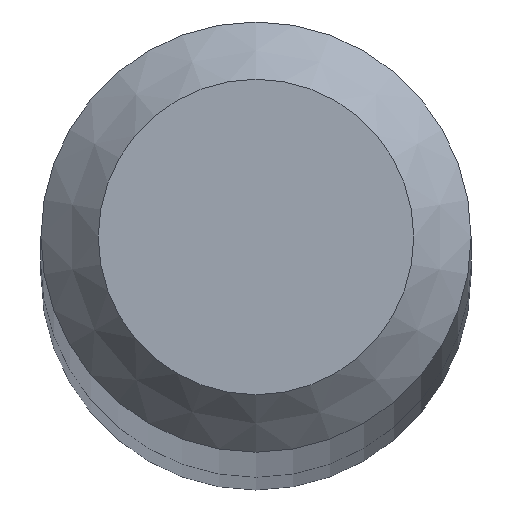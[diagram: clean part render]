
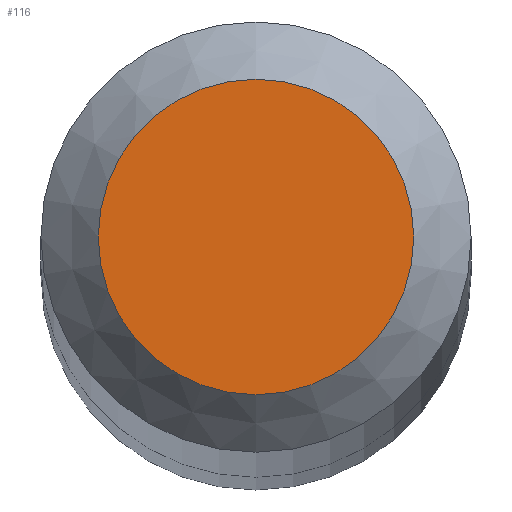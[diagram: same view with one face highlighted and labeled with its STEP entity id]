
A CAD part, top view. The second image highlights one B-rep face of the part: STEP entity #116.
In plain terms, the highlighted planar face has unit normal (0, 0, 1).
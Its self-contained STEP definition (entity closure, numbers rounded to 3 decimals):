
#15 = DIRECTION ( 'NONE',  ( 0., 0., -1. ) ) ;
#25 = DIRECTION ( 'NONE',  ( 0., 1., 0. ) ) ;
#29 = CARTESIAN_POINT ( 'NONE',  ( 0., 0., 38. ) ) ;
#39 = ORIENTED_EDGE ( 'NONE', *, *, #105, .F. ) ;
#44 = DIRECTION ( 'NONE',  ( 0., 1., 0. ) ) ;
#47 = FACE_OUTER_BOUND ( 'NONE', #152, .T. ) ;
#59 = VERTEX_POINT ( 'NONE', #62 ) ;
#62 = CARTESIAN_POINT ( 'NONE',  ( 0., 0.275, 38. ) ) ;
#82 = AXIS2_PLACEMENT_3D ( 'NONE', #29, #15, #25 ) ;
#105 = EDGE_CURVE ( 'NONE', #59, #59, #198, .T. ) ;
#114 = DIRECTION ( 'NONE',  ( 0., 0., -1. ) ) ;
#116 = ADVANCED_FACE ( 'NONE', ( #47 ), #185, .F. ) ;
#152 = EDGE_LOOP ( 'NONE', ( #39 ) ) ;
#161 = CARTESIAN_POINT ( 'NONE',  ( 0., 0., 38. ) ) ;
#180 = AXIS2_PLACEMENT_3D ( 'NONE', #161, #114, #44 ) ;
#185 = PLANE ( 'NONE',  #82 ) ;
#198 = CIRCLE ( 'NONE', #180, 0.275 ) ;
